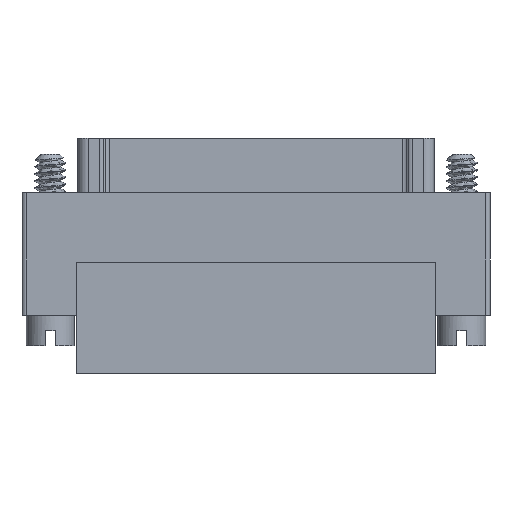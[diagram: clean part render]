
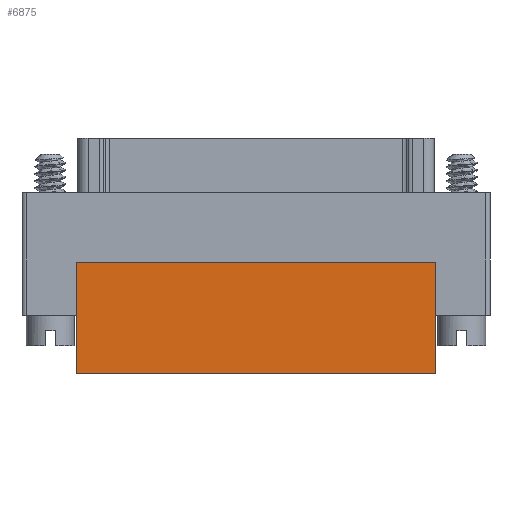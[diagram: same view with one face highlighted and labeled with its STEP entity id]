
A CAD part, front view. The second image highlights one B-rep face of the part: STEP entity #6875.
In plain terms, the highlighted planar face has unit normal (0, -1, 0).
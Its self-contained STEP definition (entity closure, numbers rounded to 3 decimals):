
#4127=DIRECTION('',(0.,0.,-1.));
#4128=VECTOR('',#4127,2.87);
#4129=CARTESIAN_POINT('',(8.82,-1.88,0.));
#4130=LINE('',#4129,#4128);
#4147=DIRECTION('',(1.,0.,0.));
#4148=VECTOR('',#4147,17.64);
#4149=CARTESIAN_POINT('',(-8.82,-1.88,-2.87));
#4150=LINE('',#4149,#4148);
#4151=DIRECTION('',(0.,0.,-1.));
#4152=VECTOR('',#4151,2.87);
#4153=CARTESIAN_POINT('',(-8.82,-1.88,0.));
#4154=LINE('',#4153,#4152);
#4155=DIRECTION('',(0.,0.,-1.));
#4156=VECTOR('',#4155,2.613);
#4157=CARTESIAN_POINT('',(-8.82,-1.88,2.613));
#4158=LINE('',#4157,#4156);
#4159=DIRECTION('',(1.,0.,0.));
#4160=VECTOR('',#4159,17.64);
#4161=CARTESIAN_POINT('',(-8.82,-1.88,2.613));
#4162=LINE('',#4161,#4160);
#4327=DIRECTION('',(0.,0.,-1.));
#4328=VECTOR('',#4327,2.613);
#4329=CARTESIAN_POINT('',(8.82,-1.88,2.613));
#4330=LINE('',#4329,#4328);
#5691=CARTESIAN_POINT('',(8.82,-1.88,2.613));
#5693=VERTEX_POINT('',#5691);
#5805=CARTESIAN_POINT('',(8.82,-1.88,0.));
#5806=VERTEX_POINT('',#5805);
#5830=CARTESIAN_POINT('',(-8.82,-1.88,-2.87));
#5832=VERTEX_POINT('',#5830);
#6055=CARTESIAN_POINT('',(-8.82,-1.88,2.613));
#6056=VERTEX_POINT('',#6055);
#6075=CARTESIAN_POINT('',(-8.82,-1.88,0.));
#6076=VERTEX_POINT('',#6075);
#6117=CARTESIAN_POINT('',(8.82,-1.88,-2.87));
#6119=VERTEX_POINT('',#6117);
#6859=CARTESIAN_POINT('',(-8.82,-1.88,-2.87));
#6860=DIRECTION('',(0.,1.,0.));
#6861=DIRECTION('',(-1.,0.,0.));
#6862=AXIS2_PLACEMENT_3D('',#6859,#6860,#6861);
#6863=PLANE('',#6862);
#6865=ORIENTED_EDGE('',*,*,#6864,.T.);
#6867=ORIENTED_EDGE('',*,*,#6866,.T.);
#6868=ORIENTED_EDGE('',*,*,#6809,.T.);
#6869=ORIENTED_EDGE('',*,*,#6827,.F.);
#6870=ORIENTED_EDGE('',*,*,#6846,.F.);
#6872=ORIENTED_EDGE('',*,*,#6871,.F.);
#6873=EDGE_LOOP('',(#6865,#6867,#6868,#6869,#6870,#6872));
#6874=FACE_OUTER_BOUND('',#6873,.F.);
#6809=EDGE_CURVE('',#5806,#6119,#4130,.T.);
#6827=EDGE_CURVE('',#5832,#6119,#4150,.T.);
#6846=EDGE_CURVE('',#6076,#5832,#4154,.T.);
#6864=EDGE_CURVE('',#6056,#5693,#4162,.T.);
#6866=EDGE_CURVE('',#5693,#5806,#4330,.T.);
#6871=EDGE_CURVE('',#6056,#6076,#4158,.T.);
#6875=ADVANCED_FACE('',(#6874),#6863,.F.);
